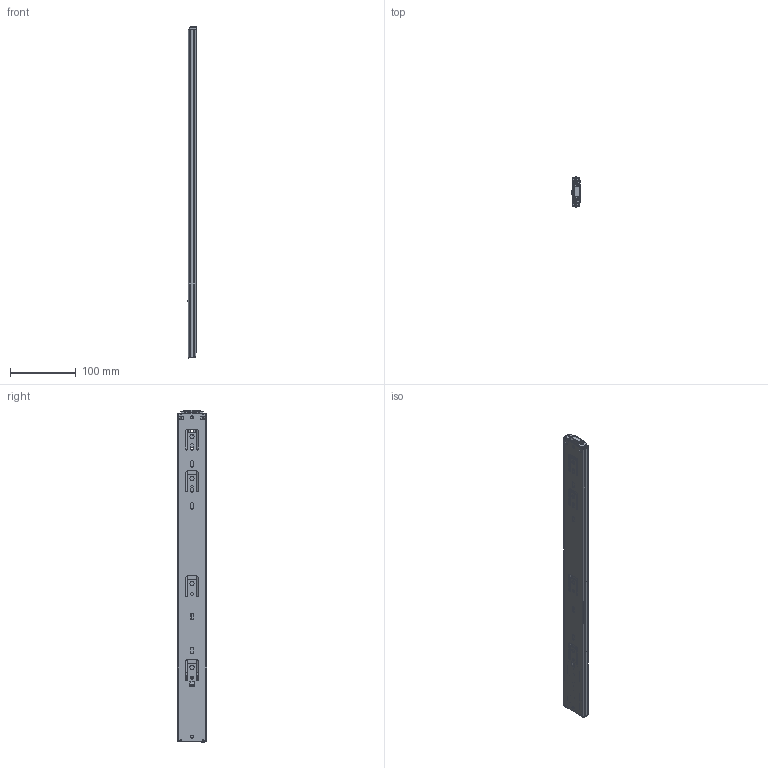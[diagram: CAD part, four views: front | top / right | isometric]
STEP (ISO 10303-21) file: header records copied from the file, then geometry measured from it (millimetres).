
FILE_DESCRIPTION (( 'STEP AP214' ), '1' );
FILE_NAME ('45#毀粟20渡close.STEP', '2024-10-10T06:52:00', ( '' ), ( '' ), 'SwSTEP 2.0', 'SolidWorks 2016', '' );
FILE_SCHEMA (( 'AUTOMOTIVE_DESIGN' ));
Length unit declared in the file: millimetre
Products named in the file (13): 詩紩4.72; 毀粟; 毀粟1; 囀寢蝶諶; 45中轨胶塞; 45紩殤20渡; 紩沭190; 45#等遣喳俋寢20渡; 45#毀粟20渡close; 45癹弇坶; 45#等遣喳囀寢20渡; 毀粟2; 45#等遣喳笢寢20渡
Assembly tree (64 placements, depth 3):
  45#毀粟20渡close
    45#等遣喳俋寢20渡
    45#等遣喳笢寢20渡
    45#等遣喳囀寢20渡
    45紩殤20渡
    詩紩4.72  x52
    紩沭190  x2
    毀粟
      毀粟1
      毀粟2
    45中轨胶塞
    45癹弇坶
    囀寢蝶諶
Bounding box: 13.28 x 45.47 x 506.21 mm (x, y, z)
Volume: 114479.7 mm3; surface area: 197107.2 mm2
Topology: 69 solids, 69 shells, 4169 faces, 11575 edges, 7193 vertices
Faces by surface type: plane 1522, cylinder 1101, bspline 867, sphere 332, torus 280, cone 67
Entity records: 131303 total; most frequent: CARTESIAN_POINT 42229, ORIENTED_EDGE 20254, DIRECTION 15900, EDGE_CURVE 10127, VERTEX_POINT 6413, AXIS2_PLACEMENT_3D 5410, VECTOR 5080, LINE 5080
